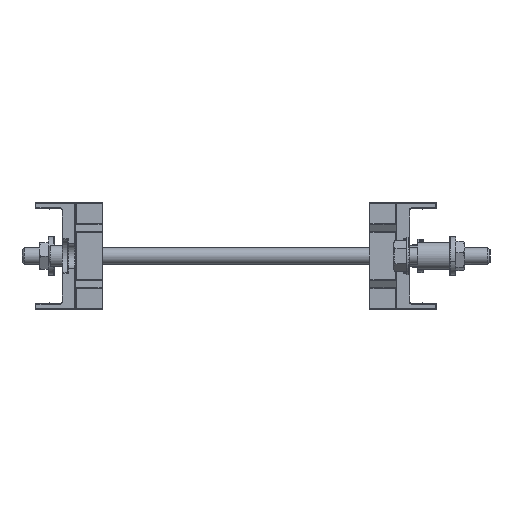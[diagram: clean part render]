
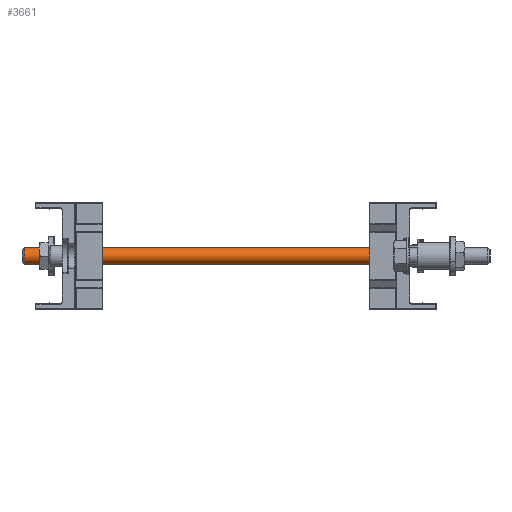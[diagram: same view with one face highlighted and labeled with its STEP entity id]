
A CAD part, left-side view. The second image highlights one B-rep face of the part: STEP entity #3661.
In plain terms, the highlighted cylindrical face has radius 3 mm (diameter 6 mm), a partial arc.
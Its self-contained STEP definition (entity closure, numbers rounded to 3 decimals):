
#3661=ADVANCED_FACE('',(#13740),#13741,.T.);
#13740=FACE_OUTER_BOUND('',#32958,.T.);
#13741=CYLINDRICAL_SURFACE('',#32959,3.0);
#32958=EDGE_LOOP('',(#68922,#68923,#68924,#68925));
#32959=AXIS2_PLACEMENT_3D('',#68926,#68927,#68928);
#68922=ORIENTED_EDGE('',*,*,#99702,.T.);
#68923=ORIENTED_EDGE('',*,*,#99704,.T.);
#68924=ORIENTED_EDGE('',*,*,#99698,.T.);
#68925=ORIENTED_EDGE('',*,*,#99705,.F.);
#68926=CARTESIAN_POINT('',(-50.0,130.0,0.));
#68927=DIRECTION('',(-0.0,1.0,0.0));
#68928=DIRECTION('',(0.,0.0,1.0));
#99698=EDGE_CURVE('',#118531,#118529,#118532,.T.);
#99702=EDGE_CURVE('',#118539,#118537,#118540,.T.);
#99704=EDGE_CURVE('',#118537,#118531,#118542,.T.);
#99705=EDGE_CURVE('',#118539,#118529,#118543,.T.);
#118529=VERTEX_POINT('',#148363);
#118531=VERTEX_POINT('',#148366);
#118532=CIRCLE('',#148367,3.0);
#118537=VERTEX_POINT('',#148373);
#118539=VERTEX_POINT('',#148376);
#118540=CIRCLE('',#148377,3.0);
#118542=LINE('',#148380,#148381);
#118543=LINE('',#148382,#148383);
#148363=CARTESIAN_POINT('',(-50.0,-29.25,3.0));
#148366=CARTESIAN_POINT('',(-50.0,-29.25,-3.0));
#148367=AXIS2_PLACEMENT_3D('',#187750,#187751,#187752);
#148373=CARTESIAN_POINT('',(-50.0,129.25,-3.0));
#148376=CARTESIAN_POINT('',(-50.0,129.25,3.0));
#148377=AXIS2_PLACEMENT_3D('',#187758,#187759,#187760);
#148380=CARTESIAN_POINT('',(-50.0,130.0,-3.0));
#148381=VECTOR('',#187762,1000.0);
#148382=CARTESIAN_POINT('',(-50.0,130.0,3.0));
#148383=VECTOR('',#187763,1000.0);
#187750=CARTESIAN_POINT('',(-50.0,-29.25,0.));
#187751=DIRECTION('',(0.0,1.0,0.0));
#187752=DIRECTION('',(0.,0.0,-1.0));
#187758=CARTESIAN_POINT('',(-50.0,129.25,0.));
#187759=DIRECTION('',(-0.0,-1.0,0.0));
#187760=DIRECTION('',(0.,0.0,-1.0));
#187762=DIRECTION('',(0.0,-1.0,0.0));
#187763=DIRECTION('',(0.0,-1.0,0.0));
